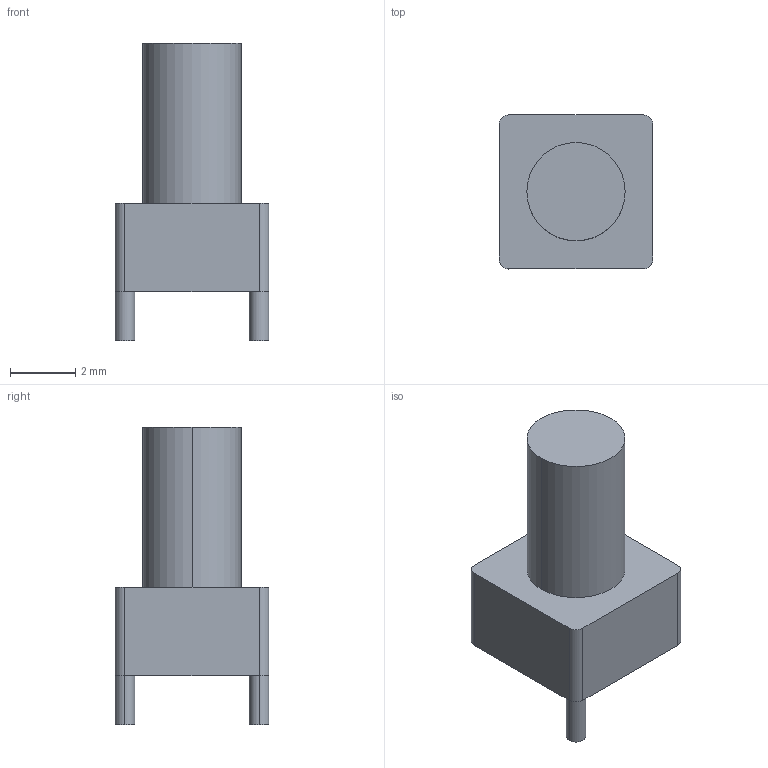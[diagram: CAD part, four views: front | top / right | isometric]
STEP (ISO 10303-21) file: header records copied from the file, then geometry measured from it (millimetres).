
FILE_DESCRIPTION (( 'STEP AP214' ), '1' );
FILE_NAME ('User Library-VLP-300-F_lightpipe.STEP', '2019-04-23T23:29:17', ( '' ), ( '' ), 'SwSTEP 2.0', 'SolidWorks 2019', '' );
FILE_SCHEMA (( 'AUTOMOTIVE_DESIGN' ));
Length unit declared in the file: millimetre
Products named in the file (1): User Library-VLP-300-F_lightpipe
Bounding box: 4.7 x 4.7 x 9.1 mm (x, y, z)
Volume: 71 mm3; surface area: 174.3 mm2
Topology: 1 solids, 1 shells, 24 faces, 54 edges, 34 vertices
Faces by surface type: plane 14, cylinder 10
Entity records: 704 total; most frequent: DIRECTION 124, CARTESIAN_POINT 113, ORIENTED_EDGE 108, EDGE_CURVE 54, AXIS2_PLACEMENT_3D 45, LINE 34, VERTEX_POINT 34, VECTOR 34
